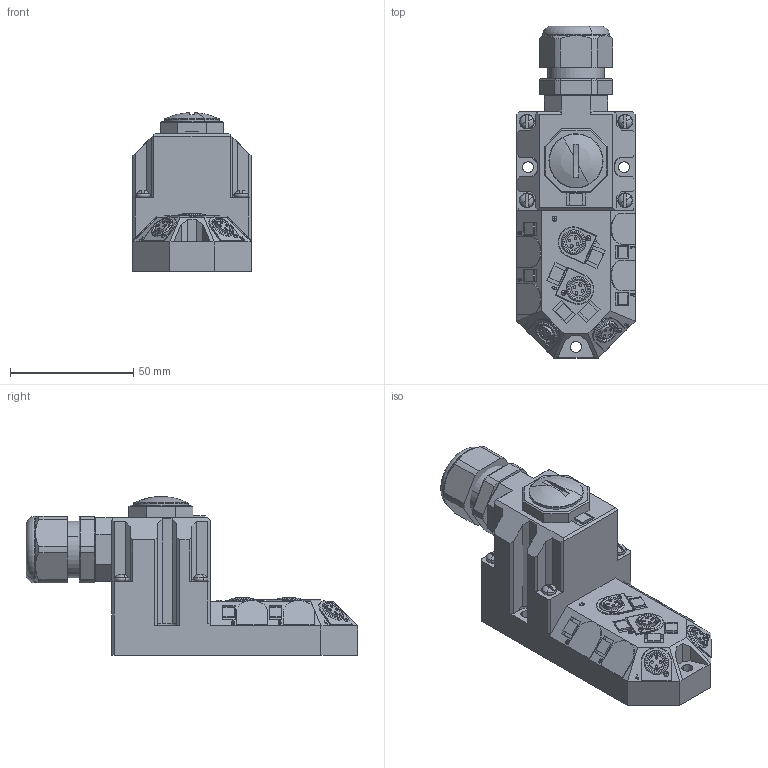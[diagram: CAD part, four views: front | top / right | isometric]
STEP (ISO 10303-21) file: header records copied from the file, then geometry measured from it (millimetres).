
FILE_DESCRIPTION(('CATIA V5 STEP Exchange','CAx-IF Rec.Pracs.--- Model Styling and Organization---1.4--- 2014-01-23'),'2;1');
FILE_NAME ('021464-2_1_1784700000_1784700000.stp','2020-01-13T09:21:55+00:00',('none'),('Weidmueller'),'CATIA Version 5-6 Release 2016 SP3 HF44','CATIA V5 STEP AP214','none');
FILE_SCHEMA(('AUTOMOTIVE_DESIGN { 1 0 10303 214 1 1 1 1 }'));
Length unit declared in the file: millimetre
Products named in the file (1): 1784700000
Bounding box: 48.31 x 134.8 x 64.57 mm (x, y, z)
Volume: 162617.9 mm3; surface area: 36590.8 mm2
Topology: 27 solids, 33 shells, 887 faces, 2198 edges, 1409 vertices
Faces by surface type: plane 408, cylinder 198, bspline 173, torus 38, sphere 36, cone 32, revolution 2
Entity records: 27872 total; most frequent: CARTESIAN_POINT 9106, ORIENTED_EDGE 4356, DIRECTION 2777, EDGE_CURVE 2178, VERTEX_POINT 1409, AXIS2_PLACEMENT_3D 1087, VECTOR 1044, LINE 1044
